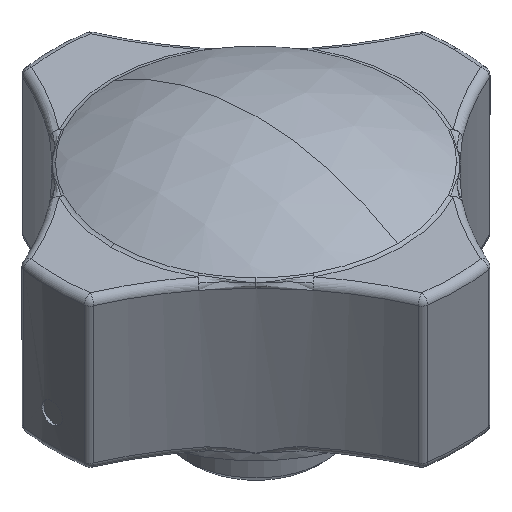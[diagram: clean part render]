
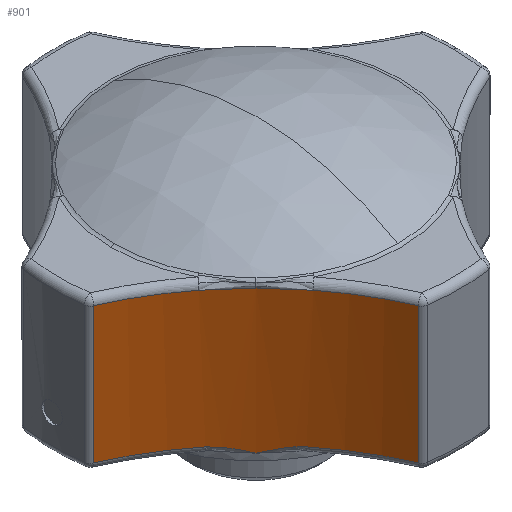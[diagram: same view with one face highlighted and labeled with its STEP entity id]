
A CAD part, isometric view. The second image highlights one B-rep face of the part: STEP entity #901.
In plain terms, the highlighted cylindrical face has radius 46.37 mm (diameter 92.74 mm), a partial arc.
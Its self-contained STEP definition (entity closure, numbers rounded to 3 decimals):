
#838 = VERTEX_POINT ( 'NONE', #3787 ) ;
#839 = ORIENTED_EDGE ( 'NONE', *, *, #840, .F. ) ;
#840 = EDGE_CURVE ( 'NONE', #844, #838, #3773, .T. ) ;
#843 = VERTEX_POINT ( 'NONE', #3781 ) ;
#844 = VERTEX_POINT ( 'NONE', #3728 ) ;
#845 = ORIENTED_EDGE ( 'NONE', *, *, #846, .T. ) ;
#846 = EDGE_CURVE ( 'NONE', #843, #847, #3786, .T. ) ;
#847 = VERTEX_POINT ( 'NONE', #3768 ) ;
#848 = ORIENTED_EDGE ( 'NONE', *, *, #849, .T. ) ;
#849 = EDGE_CURVE ( 'NONE', #847, #850, #3755, .T. ) ;
#850 = VERTEX_POINT ( 'NONE', #3751 ) ;
#851 = ORIENTED_EDGE ( 'NONE', *, *, #852, .T. ) ;
#852 = EDGE_CURVE ( 'NONE', #850, #853, #3727, .T. ) ;
#853 = VERTEX_POINT ( 'NONE', #3779 ) ;
#854 = ORIENTED_EDGE ( 'NONE', *, *, #855, .T. ) ;
#855 = EDGE_CURVE ( 'NONE', #853, #856, #3753, .T. ) ;
#856 = VERTEX_POINT ( 'NONE', #3752 ) ;
#857 = ORIENTED_EDGE ( 'NONE', *, *, #1007, .T. ) ;
#858 = VERTEX_POINT ( 'NONE', #3771 ) ;
#901 = ADVANCED_FACE ( 'NONE', ( #3825 ), #3824, .F. ) ;
#902 = EDGE_LOOP ( 'NONE', ( #903, #845, #848, #851, #854, #857, #1008, #1011, #1014, #839 ) ) ;
#903 = ORIENTED_EDGE ( 'NONE', *, *, #904, .F. ) ;
#904 = EDGE_CURVE ( 'NONE', #843, #844, #3812, .T. ) ;
#1007 = EDGE_CURVE ( 'NONE', #856, #858, #4064, .T. ) ;
#1008 = ORIENTED_EDGE ( 'NONE', *, *, #1009, .T. ) ;
#1009 = EDGE_CURVE ( 'NONE', #858, #1010, #4052, .T. ) ;
#1010 = VERTEX_POINT ( 'NONE', #4042 ) ;
#1011 = ORIENTED_EDGE ( 'NONE', *, *, #1012, .T. ) ;
#1012 = EDGE_CURVE ( 'NONE', #1010, #1013, #4099, .T. ) ;
#1013 = VERTEX_POINT ( 'NONE', #4095 ) ;
#1014 = ORIENTED_EDGE ( 'NONE', *, *, #1015, .T. ) ;
#1015 = EDGE_CURVE ( 'NONE', #1013, #838, #4093, .T. ) ;
#3561 = CARTESIAN_POINT ( 'NONE',  ( -18.6, -11.563, 15.779 ) ) ;
#3562 = CARTESIAN_POINT ( 'NONE',  ( -17.829, -12.197, 15.779 ) ) ;
#3633 = CARTESIAN_POINT ( 'NONE',  ( -16.331, -13.514, 15.779 ) ) ;
#3639 = CARTESIAN_POINT ( 'NONE',  ( -15.604, -14.195, 15.779 ) ) ;
#3727 = CIRCLE ( 'NONE', #3778, 46.37 ) ;
#3728 = CARTESIAN_POINT ( 'NONE',  ( -14.9, -14.9, 15.779 ) ) ;
#3730 = CARTESIAN_POINT ( 'NONE',  ( -15.204, -14.595, -5.104 ) ) ;
#3731 = CARTESIAN_POINT ( 'NONE',  ( -15.516, -14.292, -4.985 ) ) ;
#3732 = CARTESIAN_POINT ( 'NONE',  ( -16.147, -13.695, -4.761 ) ) ;
#3733 = CARTESIAN_POINT ( 'NONE',  ( -16.467, -13.401, -4.654 ) ) ;
#3735 = CARTESIAN_POINT ( 'NONE',  ( -17.119, -12.819, -4.465 ) ) ;
#3736 = CARTESIAN_POINT ( 'NONE',  ( -17.45, -12.531, -4.383 ) ) ;
#3737 = CARTESIAN_POINT ( 'NONE',  ( -18.126, -11.96, -4.261 ) ) ;
#3739 = CARTESIAN_POINT ( 'NONE',  ( -18.471, -11.678, -4.221 ) ) ;
#3740 = CARTESIAN_POINT ( 'NONE',  ( -18.826, -11.396, -4.221 ) ) ;
#3743 = CARTESIAN_POINT ( 'NONE',  ( -14.9, -14.9, 15.779 ) ) ;
#3751 = CARTESIAN_POINT ( 'NONE',  ( -29.081, -5.215, -4.221 ) ) ;
#3752 = CARTESIAN_POINT ( 'NONE',  ( -14.9, -14.9, -5.221 ) ) ;
#3753 = B_SPLINE_CURVE_WITH_KNOTS ( 'NONE', 3,
 ( #3740, #3739, #3737, #3736, #3735, #3733, #3732, #3731, #3730, #3759 ),
 .UNSPECIFIED., .F., .F.,
 ( 4, 2, 2, 2, 4 ),
 ( 0., 0.001, 0.003, 0.004, 0.005 ),
 .UNSPECIFIED. ) ;
#3754 = CARTESIAN_POINT ( 'NONE',  ( -29.081, -5.215, -17.221 ) ) ;
#3755 = LINE ( 'NONE', #3754, #3764 ) ;
#3757 = CARTESIAN_POINT ( 'NONE',  ( -12.197, -17.829, 15.779 ) ) ;
#3758 = CARTESIAN_POINT ( 'NONE',  ( -13.514, -16.331, 15.779 ) ) ;
#3759 = CARTESIAN_POINT ( 'NONE',  ( -14.9, -14.9, -5.221 ) ) ;
#3763 = DIRECTION ( 'NONE',  ( 0., 0., -1. ) ) ;
#3764 = VECTOR ( 'NONE', #3763, 1000. ) ;
#3765 = CARTESIAN_POINT ( 'NONE',  ( -14.195, -15.604, 15.779 ) ) ;
#3766 = CARTESIAN_POINT ( 'NONE',  ( -14.9, -14.9, 15.779 ) ) ;
#3768 = CARTESIAN_POINT ( 'NONE',  ( -29.081, -5.215, 15.779 ) ) ;
#3769 = DIRECTION ( 'NONE',  ( -1., 0., 0. ) ) ;
#3771 = CARTESIAN_POINT ( 'NONE',  ( -11.396, -18.826, -4.221 ) ) ;
#3773 = B_SPLINE_CURVE_WITH_KNOTS ( 'NONE', 3,
 ( #3766, #3765, #3758, #3757, #3794, #3793 ),
 .UNSPECIFIED., .F., .F.,
 ( 4, 2, 4 ),
 ( 0., 0.5, 1. ),
 .UNSPECIFIED. ) ;
#3777 = CARTESIAN_POINT ( 'NONE',  ( -47.688, -47.688, -4.221 ) ) ;
#3778 = AXIS2_PLACEMENT_3D ( 'NONE', #3777, #3796, #3795 ) ;
#3779 = CARTESIAN_POINT ( 'NONE',  ( -18.826, -11.396, -4.221 ) ) ;
#3781 = CARTESIAN_POINT ( 'NONE',  ( -19.392, -10.952, 15.779 ) ) ;
#3782 = DIRECTION ( 'NONE',  ( 0., 0., 1. ) ) ;
#3783 = CARTESIAN_POINT ( 'NONE',  ( -47.688, -47.688, 15.779 ) ) ;
#3784 = AXIS2_PLACEMENT_3D ( 'NONE', #3783, #3782, #3769 ) ;
#3786 = CIRCLE ( 'NONE', #3784, 46.37 ) ;
#3787 = CARTESIAN_POINT ( 'NONE',  ( -10.952, -19.392, 15.779 ) ) ;
#3793 = CARTESIAN_POINT ( 'NONE',  ( -10.952, -19.392, 15.779 ) ) ;
#3794 = CARTESIAN_POINT ( 'NONE',  ( -11.563, -18.6, 15.779 ) ) ;
#3795 = DIRECTION ( 'NONE',  ( 1., 0., 0. ) ) ;
#3796 = DIRECTION ( 'NONE',  ( 0., 0., -1. ) ) ;
#3808 = CARTESIAN_POINT ( 'NONE',  ( -19.392, -10.952, 15.779 ) ) ;
#3812 = B_SPLINE_CURVE_WITH_KNOTS ( 'NONE', 3,
 ( #3808, #3561, #3562, #3633, #3639, #3743 ),
 .UNSPECIFIED., .F., .F.,
 ( 4, 2, 4 ),
 ( 0., 0.5, 1. ),
 .UNSPECIFIED. ) ;
#3814 = DIRECTION ( 'NONE',  ( 1., 0., 0. ) ) ;
#3815 = DIRECTION ( 'NONE',  ( 0., 0., 1. ) ) ;
#3822 = CARTESIAN_POINT ( 'NONE',  ( -47.688, -47.688, -17.221 ) ) ;
#3823 = AXIS2_PLACEMENT_3D ( 'NONE', #3822, #3815, #3814 ) ;
#3824 = CYLINDRICAL_SURFACE ( 'NONE', #3823, 46.37 ) ;
#3825 = FACE_OUTER_BOUND ( 'NONE', #902, .T. ) ;
#4042 = CARTESIAN_POINT ( 'NONE',  ( -5.215, -29.081, -4.221 ) ) ;
#4043 = DIRECTION ( 'NONE',  ( 1., 0., 0. ) ) ;
#4044 = DIRECTION ( 'NONE',  ( 0., 0., -1. ) ) ;
#4045 = AXIS2_PLACEMENT_3D ( 'NONE', #4063, #4044, #4043 ) ;
#4046 = CARTESIAN_POINT ( 'NONE',  ( -11.396, -18.826, -4.221 ) ) ;
#4047 = CARTESIAN_POINT ( 'NONE',  ( -11.678, -18.471, -4.221 ) ) ;
#4048 = CARTESIAN_POINT ( 'NONE',  ( -11.96, -18.126, -4.261 ) ) ;
#4049 = CARTESIAN_POINT ( 'NONE',  ( -12.531, -17.45, -4.383 ) ) ;
#4050 = CARTESIAN_POINT ( 'NONE',  ( -12.819, -17.119, -4.465 ) ) ;
#4051 = CARTESIAN_POINT ( 'NONE',  ( -13.692, -16.142, -4.749 ) ) ;
#4052 = CIRCLE ( 'NONE', #4045, 46.37 ) ;
#4061 = CARTESIAN_POINT ( 'NONE',  ( -14.288, -15.512, -4.985 ) ) ;
#4062 = CARTESIAN_POINT ( 'NONE',  ( -14.9, -14.9, -5.221 ) ) ;
#4063 = CARTESIAN_POINT ( 'NONE',  ( -47.688, -47.688, -4.221 ) ) ;
#4064 = B_SPLINE_CURVE_WITH_KNOTS ( 'NONE', 3,
 ( #4062, #4061, #4051, #4050, #4049, #4048, #4047, #4046 ),
 .UNSPECIFIED., .F., .F.,
 ( 4, 2, 2, 4 ),
 ( 0., 0.003, 0.004, 0.005 ),
 .UNSPECIFIED. ) ;
#4089 = DIRECTION ( 'NONE',  ( -1., 0., 0. ) ) ;
#4090 = DIRECTION ( 'NONE',  ( 0., 0., 1. ) ) ;
#4091 = CARTESIAN_POINT ( 'NONE',  ( -47.688, -47.688, 15.779 ) ) ;
#4092 = AXIS2_PLACEMENT_3D ( 'NONE', #4091, #4090, #4089 ) ;
#4093 = CIRCLE ( 'NONE', #4092, 46.37 ) ;
#4095 = CARTESIAN_POINT ( 'NONE',  ( -5.215, -29.081, 15.779 ) ) ;
#4096 = DIRECTION ( 'NONE',  ( 0., 0., 1. ) ) ;
#4097 = VECTOR ( 'NONE', #4096, 1000. ) ;
#4098 = CARTESIAN_POINT ( 'NONE',  ( -5.215, -29.081, -17.221 ) ) ;
#4099 = LINE ( 'NONE', #4098, #4097 ) ;
